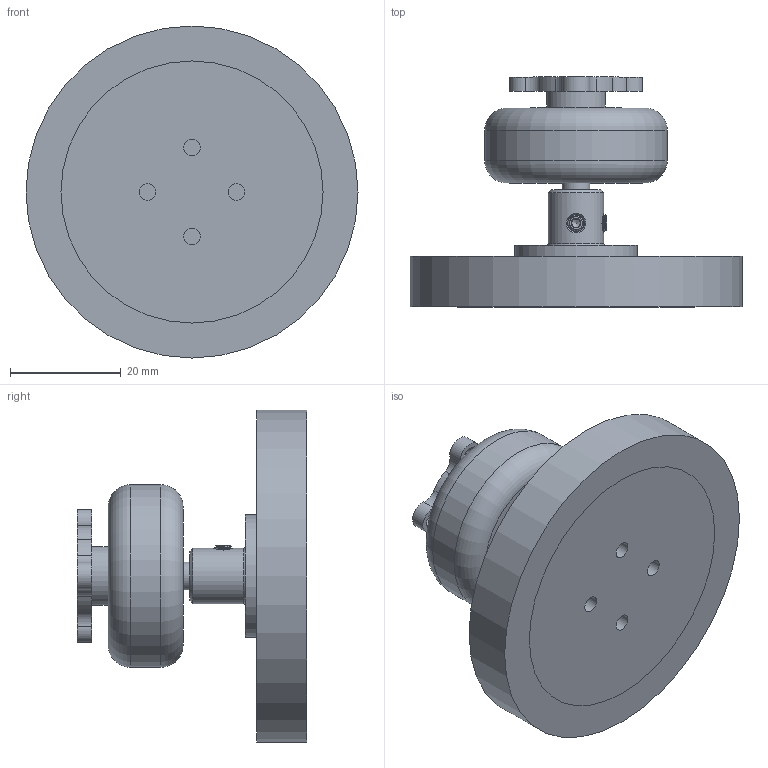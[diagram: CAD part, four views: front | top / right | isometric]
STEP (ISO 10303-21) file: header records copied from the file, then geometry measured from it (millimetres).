
FILE_DESCRIPTION(/* description */ (''),/* implementation_level */ '2;1');
FILE_NAME(/* name */ 'Roda para Acoplador de eixo 2026.step',/* time_stamp */ '2026-02-18T14:06:10-03:00',/* author */ (''),/* organization */ (''),/* preprocessor_version */ 'ST-DEVELOPER v20.1',/* originating_system */ 'Autodesk Translation Framework v14.24.0.0',/* authorisation */ '');
FILE_SCHEMA (('AUTOMOTIVE_DESIGN { 1 0 10303 214 3 1 1 }'));
Length unit declared in the file: millimetre
Products named in the file (4): Roda para Acoplador de eixo; 5mm Rigid Flange Coupling; 91390A097; Surpass Hobby BAT 1700Kv
Assembly tree (4 placements, depth 3):
  Roda para Acoplador de eixo
    5mm Rigid Flange Coupling
      91390A097  x2
    Surpass Hobby BAT 1700Kv
Bounding box: 59.85 x 41.42 x 59.85 mm (x, y, z)
Volume: 38362.5 mm3; surface area: 18331.2 mm2
Topology: 6 solids, 6 shells, 148 faces, 345 edges, 212 vertices
Faces by surface type: cylinder 66, plane 39, cone 34, bspline 6, torus 3
Full cylindrical faces by diameter (mm): 2.35 x10, 2.529 x2, 3 x18, 5 x2, 5.5 x1, 10 x1, 10.607 x1, 22 x1, 32.9 x1, 47.25 x4, 59.85 x1
Entity records: 5342 total; most frequent: CARTESIAN_POINT 2650, DIRECTION 559, ORIENTED_EDGE 506, EDGE_CURVE 253, AXIS2_PLACEMENT_3D 235, VERTEX_POINT 158, EDGE_LOOP 149, CIRCLE 120
